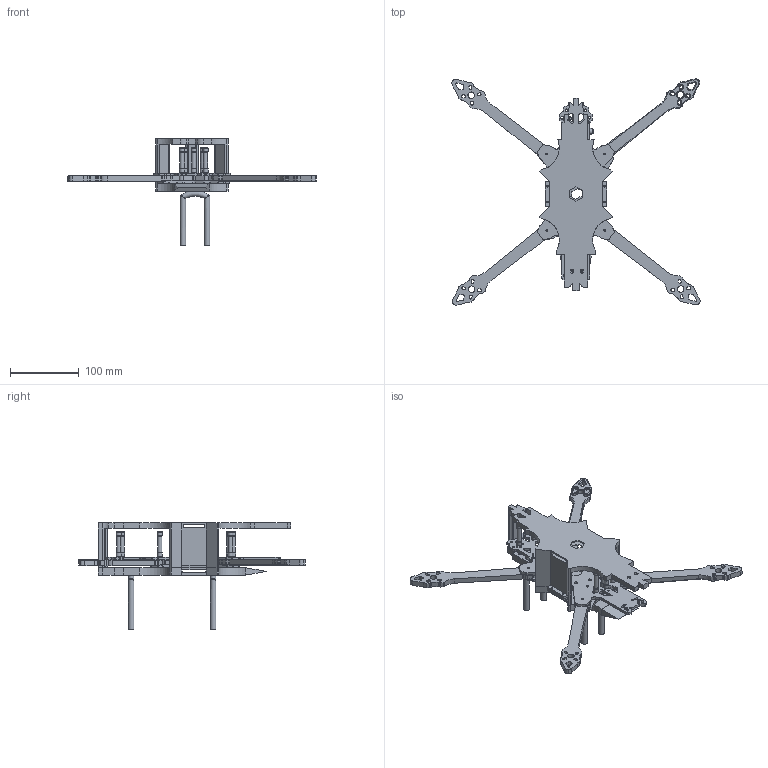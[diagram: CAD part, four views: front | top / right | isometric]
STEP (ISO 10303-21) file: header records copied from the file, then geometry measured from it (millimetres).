
FILE_DESCRIPTION(/* description */ ('FreeCAD Model'),/* implementation_level */ '2;1');
FILE_NAME(/* name */ '50N_v6_m3_v3[1] v3.step',/* time_stamp */ '2025-09-09T14:24:28+05:30',/* author */ (''),/* organization */ (''),/* preprocessor_version */ 'ST-DEVELOPER v20.1',/* originating_system */ 'Autodesk Translation Framework v14.10.0.0',/* authorisation */ '');
FILE_SCHEMA (('AUTOMOTIVE_DESIGN { 1 0 10303 214 3 1 1 }'));
Length unit declared in the file: millimetre
Products named in the file (21): LX7; Arms; Arm; Arm001; Arm002; Arm003; Frame; Bottom Plate; Arm Plate; Armstop; Armstop001; Standoffs002; Standoff; Standoff001; Standoff002; Standoff003; Standoff004; Standoff005; Standoff006; Standoff007; Landing Gear
Assembly tree (20 placements, depth 3):
  LX7
    Arms
      Arm
      Arm001
      Arm002
      Arm003
    Frame
      Bottom Plate
      Arm Plate
      Armstop
      Armstop001
    Standoffs002
      Standoff
      Standoff001
      Standoff002
      Standoff003
      Standoff004
      Standoff005
      Standoff006
      Standoff007
    Landing Gear
Bounding box: 360.77 x 328.88 x 154.29 mm (x, y, z)
Volume: 511583.3 mm3; surface area: 230533 mm2
Topology: 18 solids, 18 shells, 1201 faces, 3275 edges, 2114 vertices
Faces by surface type: cylinder 561, plane 522, torus 55, cone 40, bspline 23
Full cylindrical faces by diameter (mm): 1.831 x8, 2 x2, 2.14 x26, 2.5 x4, 2.612 x8, 2.675 x10, 3.21 x4, 3.662 x10, 3.784 x4, 3.918 x28, 5.224 x4, 5.35 x2, 6.103 x8, 7.324 x20, 8 x4, 9.469 x4
Entity records: 39889 total; most frequent: CARTESIAN_POINT 7340, DIRECTION 6912, ORIENTED_EDGE 6540, EDGE_CURVE 3270, AXIS2_PLACEMENT_3D 2455, VERTEX_POINT 2114, LINE 2002, VECTOR 2002
